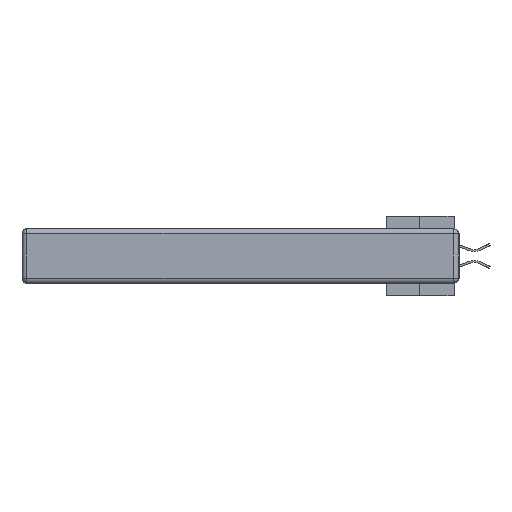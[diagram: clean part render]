
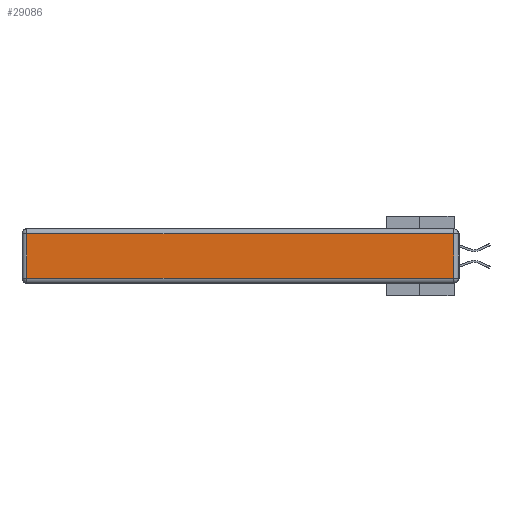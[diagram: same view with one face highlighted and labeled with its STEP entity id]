
A CAD part, left-side view. The second image highlights one B-rep face of the part: STEP entity #29086.
In plain terms, the highlighted planar face has unit normal (-1, 0, 0).
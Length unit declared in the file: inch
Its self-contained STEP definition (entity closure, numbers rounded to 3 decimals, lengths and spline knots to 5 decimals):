
#266 = EDGE_LOOP ( 'NONE', ( #16457, #26585, #5597, #20507 ) ) ;
#627 = VECTOR ( 'NONE', #9424, 39.37008 ) ;
#3118 = CARTESIAN_POINT ( 'NONE',  ( 0., 2.75, -0.03 ) ) ;
#4576 = CARTESIAN_POINT ( 'NONE',  ( 0., 2.72, -0.313 ) ) ;
#5189 = LINE ( 'NONE', #27323, #27568 ) ;
#5381 = EDGE_CURVE ( 'NONE', #33308, #34739, #15645, .T. ) ;
#5597 = ORIENTED_EDGE ( 'NONE', *, *, #5381, .T. ) ;
#9356 = VERTEX_POINT ( 'NONE', #18504 ) ;
#9424 = DIRECTION ( 'NONE',  ( 0., -1., 0. ) ) ;
#12156 = EDGE_CURVE ( 'NONE', #34739, #27757, #18888, .T. ) ;
#13060 = CARTESIAN_POINT ( 'NONE',  ( 0., 2.72, -0.343 ) ) ;
#13440 = DIRECTION ( 'NONE',  ( 0., 0., -1. ) ) ;
#15295 = PLANE ( 'NONE',  #31565 ) ;
#15645 = LINE ( 'NONE', #3118, #23402 ) ;
#16457 = ORIENTED_EDGE ( 'NONE', *, *, #35041, .T. ) ;
#18491 = EDGE_CURVE ( 'NONE', #9356, #33308, #5189, .T. ) ;
#18504 = CARTESIAN_POINT ( 'NONE',  ( 0., 0.03, -0.313 ) ) ;
#18653 = DIRECTION ( 'NONE',  ( 0., 0., 1. ) ) ;
#18888 = LINE ( 'NONE', #13060, #33677 ) ;
#20507 = ORIENTED_EDGE ( 'NONE', *, *, #12156, .T. ) ;
#20634 = DIRECTION ( 'NONE',  ( 0., 1., 0. ) ) ;
#21043 = CARTESIAN_POINT ( 'NONE',  ( 0., 0., -0.313 ) ) ;
#21689 = DIRECTION ( 'NONE',  ( -1., 0., 0. ) ) ;
#22385 = CARTESIAN_POINT ( 'NONE',  ( 0., 0.03, -0.03 ) ) ;
#23402 = VECTOR ( 'NONE', #20634, 39.37008 ) ;
#24229 = DIRECTION ( 'NONE',  ( 0., 0., 1. ) ) ;
#24361 = CARTESIAN_POINT ( 'NONE',  ( 0., 0., -0.343 ) ) ;
#26585 = ORIENTED_EDGE ( 'NONE', *, *, #18491, .T. ) ;
#27323 = CARTESIAN_POINT ( 'NONE',  ( 0., 0.03, -0.343 ) ) ;
#27568 = VECTOR ( 'NONE', #18653, 39.37008 ) ;
#27757 = VERTEX_POINT ( 'NONE', #4576 ) ;
#29086 = ADVANCED_FACE ( 'NONE', ( #30671 ), #15295, .T. ) ;
#30671 = FACE_OUTER_BOUND ( 'NONE', #266, .T. ) ;
#31565 = AXIS2_PLACEMENT_3D ( 'NONE', #24361, #21689, #24229 ) ;
#31717 = LINE ( 'NONE', #21043, #627 ) ;
#33308 = VERTEX_POINT ( 'NONE', #22385 ) ;
#33677 = VECTOR ( 'NONE', #13440, 39.37008 ) ;
#33951 = CARTESIAN_POINT ( 'NONE',  ( 0., 2.72, -0.03 ) ) ;
#34739 = VERTEX_POINT ( 'NONE', #33951 ) ;
#35041 = EDGE_CURVE ( 'NONE', #27757, #9356, #31717, .T. ) ;
